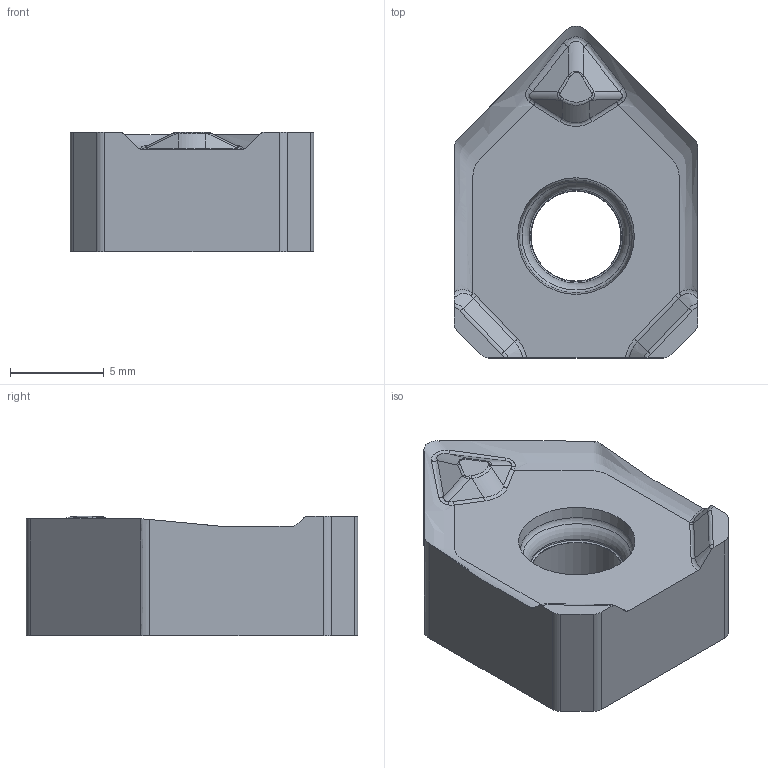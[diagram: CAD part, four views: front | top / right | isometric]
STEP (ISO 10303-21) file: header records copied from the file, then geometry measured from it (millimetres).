
FILE_DESCRIPTION(/* description */ (''),/* implementation_level */ '2;1');
FILE_NAME(/* name */ 'aaa324772_a.stp',/* time_stamp */ '2019-01-28T09:43:17+01:00',/* author */ (''),/* organization */ ('SMS'),/* preprocessor_version */ 'ST-DEVELOPER v15',/* originating_system */ 'SIEMENS PLM Software NX 8.5',/* authorisation */ '');
FILE_SCHEMA (('AUTOMOTIVE_DESIGN { 1 0 10303 214 3 1 1 1 }'));
Length unit declared in the file: millimetre
Products named in the file (1): AAA324772_A
Bounding box: 13 x 17.71 x 6.36 mm (x, y, z)
Volume: 942.9 mm3; surface area: 747.6 mm2
Topology: 1 solids, 1 shells, 73 faces, 187 edges, 120 vertices
Faces by surface type: cylinder 20, plane 19, bspline 15, torus 11, cone 6, extrusion 2
Full cylindrical faces by diameter (mm): 4.8 x1
Entity records: 3429 total; most frequent: CARTESIAN_POINT 1737, ORIENTED_EDGE 360, DIRECTION 314, EDGE_CURVE 180, AXIS2_PLACEMENT_3D 126, VERTEX_POINT 116, EDGE_LOOP 82, ADVANCED_FACE 73
